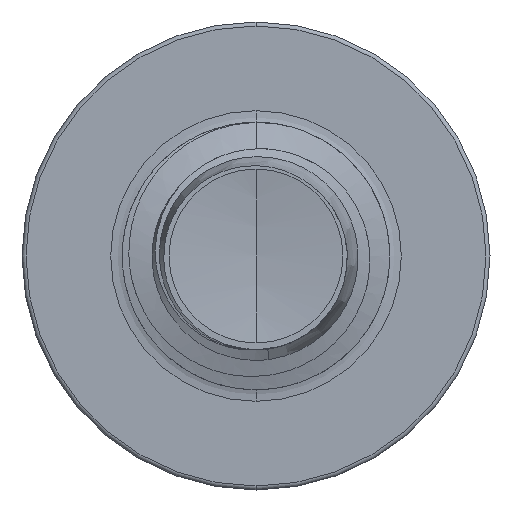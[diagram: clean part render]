
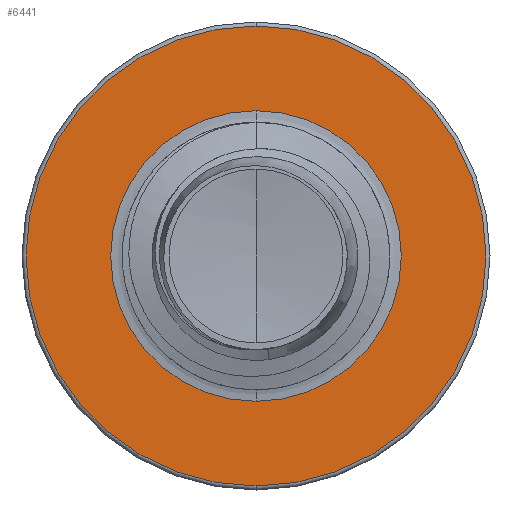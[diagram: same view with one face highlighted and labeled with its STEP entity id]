
A CAD part, front view. The second image highlights one B-rep face of the part: STEP entity #6441.
In plain terms, the highlighted planar face has unit normal (0, -1, 0).
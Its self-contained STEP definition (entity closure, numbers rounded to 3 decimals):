
#309 = PLANE ( 'NONE',  #7291 ) ;
#650 = CARTESIAN_POINT ( 'NONE',  ( 0., 4., -2.174 ) ) ;
#817 = CARTESIAN_POINT ( 'NONE',  ( 0., 4., -2.174 ) ) ;
#1034 = CARTESIAN_POINT ( 'NONE',  ( 0., 4., -3.44 ) ) ;
#1123 = DIRECTION ( 'NONE',  ( 0., 0., 1. ) ) ;
#1144 = DIRECTION ( 'NONE',  ( 0., 1., 0. ) ) ;
#1172 = CARTESIAN_POINT ( 'NONE',  ( 0., 4., 0. ) ) ;
#1338 = DIRECTION ( 'NONE',  ( 0., 0., 1. ) ) ;
#1367 = DIRECTION ( 'NONE',  ( 0., 1., 0. ) ) ;
#1385 = CARTESIAN_POINT ( 'NONE',  ( 0., 4., 0. ) ) ;
#1864 = ORIENTED_EDGE ( 'NONE', *, *, #11229, .F. ) ;
#1886 = ORIENTED_EDGE ( 'NONE', *, *, #11315, .F. ) ;
#2024 = ORIENTED_EDGE ( 'NONE', *, *, #13815, .T. ) ;
#2442 = CARTESIAN_POINT ( 'NONE',  ( 0., 4., 2.174 ) ) ;
#2725 = CIRCLE ( 'NONE', #11555, 2.174 ) ;
#4074 = CIRCLE ( 'NONE', #10415, 3.44 ) ;
#6441 = ADVANCED_FACE ( 'NONE', ( #7514, #13133 ), #309, .F. ) ;
#6897 = CIRCLE ( 'NONE', #13971, 3.44 ) ;
#7291 = AXIS2_PLACEMENT_3D ( 'NONE', #650, #12233, #12073 ) ;
#7514 = FACE_OUTER_BOUND ( 'NONE', #11054, .T. ) ;
#7583 = VERTEX_POINT ( 'NONE', #1034 ) ;
#7604 = CARTESIAN_POINT ( 'NONE',  ( 0., 4., 3.44 ) ) ;
#8041 = DIRECTION ( 'NONE',  ( 0., 0., 1. ) ) ;
#8154 = DIRECTION ( 'NONE',  ( 0., 1., 0. ) ) ;
#8587 = CARTESIAN_POINT ( 'NONE',  ( 0., 4., 0. ) ) ;
#10415 = AXIS2_PLACEMENT_3D ( 'NONE', #1172, #1144, #1123 ) ;
#10839 = VERTEX_POINT ( 'NONE', #2442 ) ;
#10869 = EDGE_LOOP ( 'NONE', ( #13574, #2024 ) ) ;
#11054 = EDGE_LOOP ( 'NONE', ( #1864, #1886 ) ) ;
#11229 = EDGE_CURVE ( 'NONE', #13875, #7583, #6897, .T. ) ;
#11315 = EDGE_CURVE ( 'NONE', #7583, #13875, #4074, .T. ) ;
#11555 = AXIS2_PLACEMENT_3D ( 'NONE', #8587, #8154, #8041 ) ;
#11943 = EDGE_CURVE ( 'NONE', #10839, #13517, #14001, .T. ) ;
#12073 = DIRECTION ( 'NONE',  ( 0., 0., 1. ) ) ;
#12233 = DIRECTION ( 'NONE',  ( 0., 1., 0. ) ) ;
#12824 = AXIS2_PLACEMENT_3D ( 'NONE', #13321, #13311, #13309 ) ;
#13133 = FACE_BOUND ( 'NONE', #10869, .T. ) ;
#13309 = DIRECTION ( 'NONE',  ( 0., 0., 1. ) ) ;
#13311 = DIRECTION ( 'NONE',  ( 0., 1., 0. ) ) ;
#13321 = CARTESIAN_POINT ( 'NONE',  ( 0., 4., 0. ) ) ;
#13517 = VERTEX_POINT ( 'NONE', #817 ) ;
#13574 = ORIENTED_EDGE ( 'NONE', *, *, #11943, .T. ) ;
#13815 = EDGE_CURVE ( 'NONE', #13517, #10839, #2725, .T. ) ;
#13875 = VERTEX_POINT ( 'NONE', #7604 ) ;
#13971 = AXIS2_PLACEMENT_3D ( 'NONE', #1385, #1367, #1338 ) ;
#14001 = CIRCLE ( 'NONE', #12824, 2.174 ) ;
